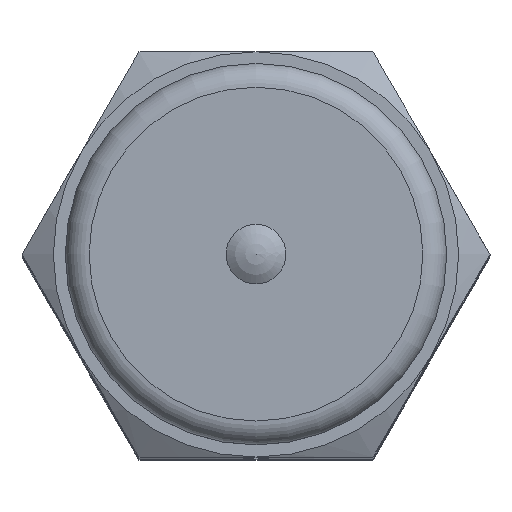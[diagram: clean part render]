
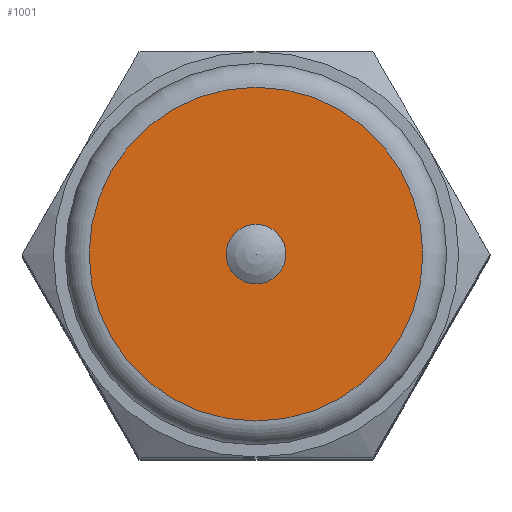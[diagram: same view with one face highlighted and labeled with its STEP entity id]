
A CAD part, top view. The second image highlights one B-rep face of the part: STEP entity #1001.
In plain terms, the highlighted planar face has unit normal (0, 0, 1).
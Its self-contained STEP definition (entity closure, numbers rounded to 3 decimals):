
#149=PLANE('',#1092);
#183=FACE_BOUND('',#306,.T.);
#220=FACE_OUTER_BOUND('',#305,.T.);
#305=EDGE_LOOP('',(#694));
#306=EDGE_LOOP('',(#695));
#401=CIRCLE('',#1091,7.);
#402=CIRCLE('',#1093,1.25);
#456=VERTEX_POINT('',#1541);
#457=VERTEX_POINT('',#1544);
#547=EDGE_CURVE('',#456,#456,#401,.T.);
#548=EDGE_CURVE('',#457,#457,#402,.T.);
#694=ORIENTED_EDGE('',*,*,#547,.T.);
#695=ORIENTED_EDGE('',*,*,#548,.F.);
#1001=ADVANCED_FACE('',(#220,#183),#149,.T.);
#1091=AXIS2_PLACEMENT_3D('',#1542,#1249,#1250);
#1092=AXIS2_PLACEMENT_3D('',#1543,#1251,#1252);
#1093=AXIS2_PLACEMENT_3D('',#1545,#1253,#1254);
#1249=DIRECTION('center_axis',(0.,0.,1.));
#1250=DIRECTION('ref_axis',(1.,0.,0.));
#1251=DIRECTION('center_axis',(0.,0.,1.));
#1252=DIRECTION('ref_axis',(1.,0.,0.));
#1253=DIRECTION('center_axis',(0.,0.,1.));
#1254=DIRECTION('ref_axis',(1.,0.,0.));
#1541=CARTESIAN_POINT('',(7.,0.,17.2));
#1542=CARTESIAN_POINT('Origin',(0.,0.,17.2));
#1543=CARTESIAN_POINT('Origin',(4.125,0.,17.2));
#1544=CARTESIAN_POINT('',(1.25,0.,17.2));
#1545=CARTESIAN_POINT('Origin',(0.,0.,17.2));
